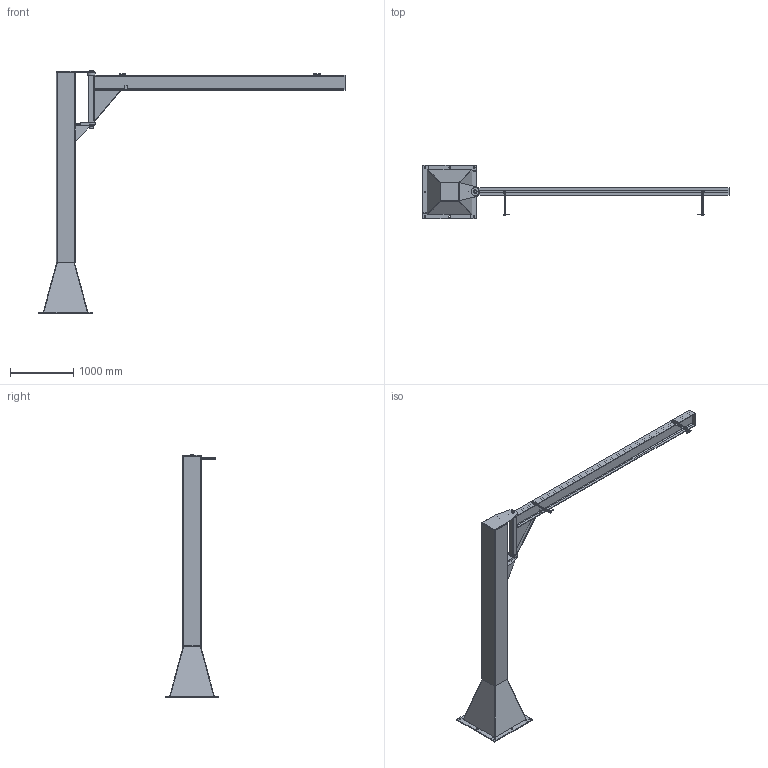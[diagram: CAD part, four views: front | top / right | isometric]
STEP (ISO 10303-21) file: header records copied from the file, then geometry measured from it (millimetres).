
FILE_DESCRIPTION(('STEP AP214'),'1');
FILE_NAME('PMH Pelarsvängkran Loke 500-4.stp','2013-08-15T14:28:59',(' '),(' '),'Spatial InterOp 3D',' ',' ');
FILE_SCHEMA(('automotive_design'));
Length unit declared in the file: millimetre
Products named in the file (68): L0500-4; Lagerbox V; KKR; Plattstång; Plåt; Vinkelstång; IPE240; B_rlinekomponenter; Hållare till Bärlinestag; Bärlinestag; Bolt Assembly; M6S M8x20; M6M M8; Bultf_rband; Skruv_gla; Skruvögla M8x60; PMH Pelarsvangkran Loke 500-4; Pelarfot V; Sida Pelarfot V; Plattstål Pelarfot V; Pelare V; KKR-profil 300; Förstärkningsplåt V; Undre Fästöra V; Övre Fästöra V; Axel V; Axelkant V; Distansbricka V; Hylsa V; Bultf_rband M8x70; M6S M8x70; DIN_985 M8; Broms Pelare V; Bromsback V; Gängstång M10x150; M6M M10; Tryckfjäder Ø14/10,5, L=55
Assembly tree (69 placements, depth 6):
  PMH Pelarsvangkran Loke 500-4
    L0500-4
      Lagerbox V
      Lagerbox V
      KKR
      Plattstång
      Plåt
      Vinkelstång
      Vinkelstång
      IPE240
      Plåt
      B_rlinekomponenter
        Hållare till Bärlinestag
        Hållare till Bärlinestag
        Bärlinestag
        Bärlinestag
        Bultf_rband
          Bolt Assembly  x2
            M6S M8x20
            M6M M8
          Bolt Assembly
            M6S M8x20
            M6M M8
          Bolt Assembly
            M6S M8x20
            M6M M8
        Skruv_gla
          Skruvögla M8x60
          M6M M8  x2
        Skruv_gla
          Skruvögla M8x60
          M6M M8
          M6M M8
    Pelare V
      Pelarfot V
        Sida Pelarfot V
        Sida Pelarfot V
        Sida Pelarfot V
        Sida Pelarfot V
        Plattstål Pelarfot V
        Plattstål Pelarfot V
        Plattstål Pelarfot V
        Plattstål Pelarfot V
      KKR-profil 300
      Förstärkningsplåt V
      Förstärkningsplåt V
      Undre Fästöra V
      Övre Fästöra V
      Axel V
        Axelkant V
        Axel V
        Distansbricka V
        Hylsa V
        Bultf_rband M8x70
          M6S M8x70
          DIN_985 M8
      Broms Pelare V
        Bromsback V
        Bolt Assembly
          Gängstång M10x150
Bounding box: 4832.4 x 846.8 x 3825 mm (x, y, z)
Volume: 75656248.1 mm3; surface area: 16338006.6 mm2
Topology: 55 solids, 55 shells, 674 faces, 1478 edges, 917 vertices
Faces by surface type: plane 360, cone 204, cylinder 98, bspline 10, revolution 2
Full cylindrical faces by diameter (mm): 4.5 x1, 7.28 x1, 8 x16, 8.5 x4, 9 x11, 10 x6, 11 x2, 13 x1, 26 x8, 40 x4, 40.5 x2, 55 x2, 56 x1, 132 x2
Entity records: 29150 total; most frequent: CARTESIAN_POINT 10282, DIRECTION 2649, ORIENTED_EDGE 2480, EDGE_CURVE 1240, AXIS2_PLACEMENT_3D 1050, VERTEX_POINT 821, EDGE_LOOP 787, FACE_OUTER_BOUND 682
